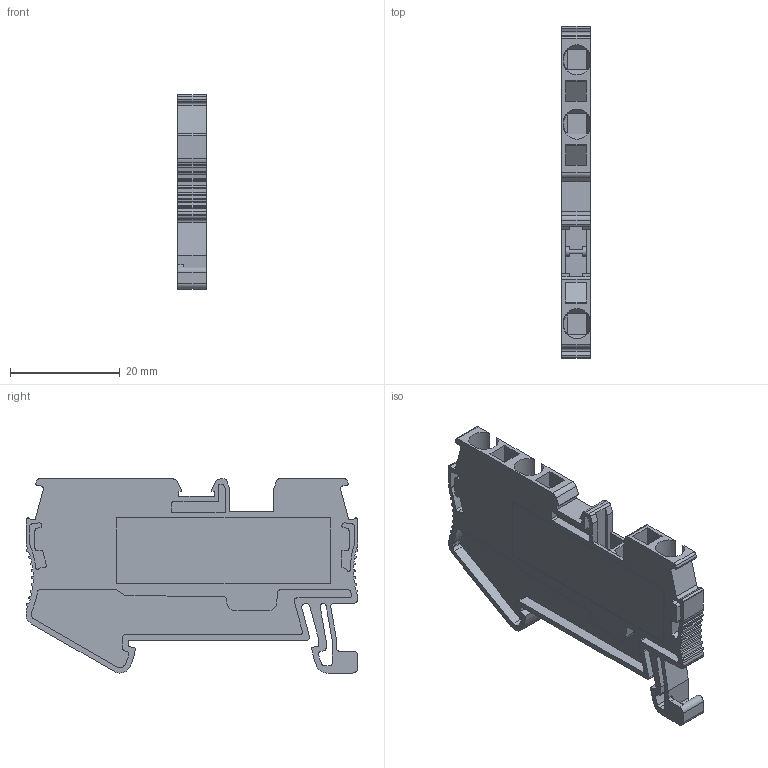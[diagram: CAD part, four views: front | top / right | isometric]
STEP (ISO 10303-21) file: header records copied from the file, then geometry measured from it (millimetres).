
FILE_DESCRIPTION(('STEP AP203'), '1');
FILE_NAME('MTS-TO2.5_3D', '2024-07-05T09:00:02', ('砐錪賧瘔蠈錪 Windows'), (''), 'C3D Converter', 'C3D Toolkit', '');
FILE_SCHEMA(('CONFIG_CONTROL_DESIGN'));
Length unit declared in the file: millimetre
Bounding box: 5.2 x 60.51 x 35.4 mm (x, y, z)
Volume: 5837.3 mm3; surface area: 6500.1 mm2
Topology: 1 solids, 1 shells, 419 faces, 1207 edges, 805 vertices
Faces by surface type: plane 234, cylinder 169, bspline 13, cone 2, torus 1
Full cylindrical faces by diameter (mm): 2 x2
Entity records: 17815 total; most frequent: CARTESIAN_POINT 3279, ORIENTED_EDGE 2400, DIRECTION 2299, EDGE_CURVE 1200, VERTEX_POINT 804, LINE 781, VECTOR 781, AXIS2_PLACEMENT_3D 759
